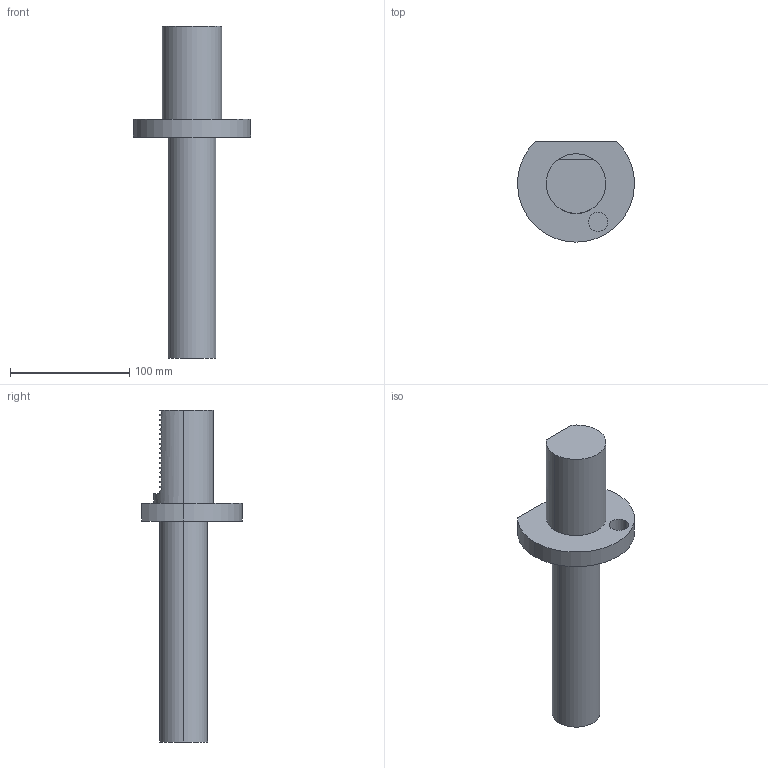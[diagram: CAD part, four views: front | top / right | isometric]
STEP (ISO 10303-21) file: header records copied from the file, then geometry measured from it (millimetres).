
FILE_DESCRIPTION (( 'STEP AP203' ), '1' );
FILE_NAME ('STP-150.50.40.200.STEP', '2017-01-19T10:34:54', ( 'user' ), ( '' ), 'SwSTEP 2.0', 'SolidWorks 2015', '' );
FILE_SCHEMA (( 'CONFIG_CONTROL_DESIGN' ));
Length unit declared in the file: millimetre
Products named in the file (1): STP-150.50.40.200
Bounding box: 98 x 84 x 278 mm (x, y, z)
Volume: 477970.3 mm3; surface area: 54830 mm2
Topology: 1 solids, 1 shells, 85 faces, 240 edges, 160 vertices
Faces by surface type: plane 59, cylinder 26
Entity records: 3029 total; most frequent: CARTESIAN_POINT 996, ORIENTED_EDGE 480, DIRECTION 330, EDGE_CURVE 240, VERTEX_POINT 160, VECTOR 118, LINE 118, AXIS2_PLACEMENT_3D 106
